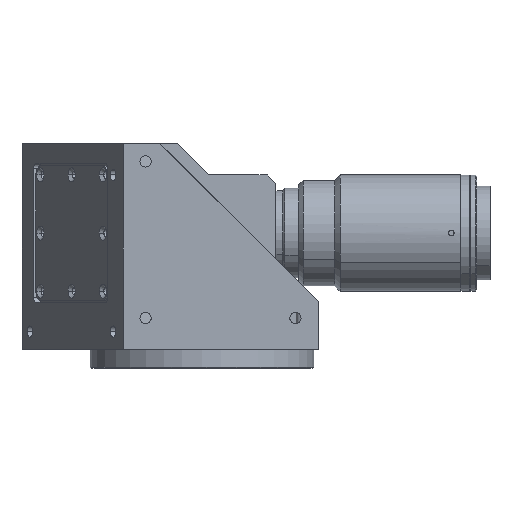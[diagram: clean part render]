
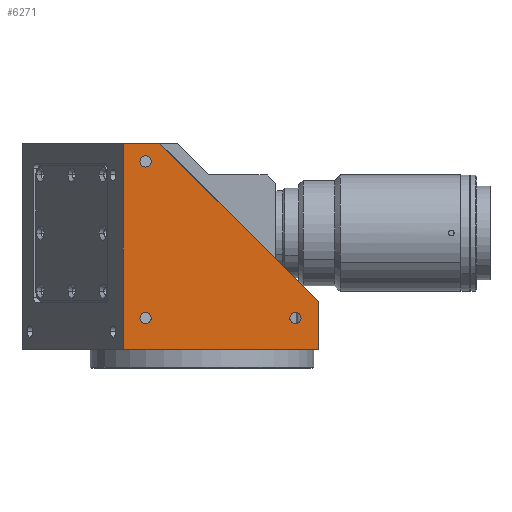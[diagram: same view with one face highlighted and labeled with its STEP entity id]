
A CAD part, front view. The second image highlights one B-rep face of the part: STEP entity #6271.
In plain terms, the highlighted planar face has unit normal (0, -1, 0).
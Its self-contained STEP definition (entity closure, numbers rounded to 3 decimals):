
#34 = VERTEX_POINT ( 'NONE', #35 ) ;
#35 = CARTESIAN_POINT ( 'NONE',  ( -25.185, -52., 206.692 ) ) ;
#217 = LINE ( 'NONE', #6259, #4543 ) ;
#269 = CARTESIAN_POINT ( 'NONE',  ( 41.815, -52., 201.692 ) ) ;
#370 = CARTESIAN_POINT ( 'NONE',  ( -18.787, -52., 282.192 ) ) ;
#417 = EDGE_CURVE ( 'NONE', #34, #11473, #7066, .T. ) ;
#521 = EDGE_CURVE ( 'NONE', #3373, #12404, #13444, .T. ) ;
#590 = CARTESIAN_POINT ( 'NONE',  ( -35.185, -52., 282.192 ) ) ;
#600 = CARTESIAN_POINT ( 'NONE',  ( -25.185, -52., 271.692 ) ) ;
#816 = EDGE_CURVE ( 'NONE', #8352, #3110, #9073, .T. ) ;
#872 = VERTEX_POINT ( 'NONE', #590 ) ;
#896 = DIRECTION ( 'NONE',  ( 0., 0., -1. ) ) ;
#944 = DIRECTION ( 'NONE',  ( 0., -1., 0. ) ) ;
#951 = CARTESIAN_POINT ( 'NONE',  ( -25.185, -52., 274.192 ) ) ;
#1004 = CARTESIAN_POINT ( 'NONE',  ( -25.185, -52., 201.692 ) ) ;
#1123 = EDGE_LOOP ( 'NONE', ( #10375, #10724 ) ) ;
#1353 = VECTOR ( 'NONE', #8795, 1000. ) ;
#1404 = LINE ( 'NONE', #9157, #1353 ) ;
#1432 = LINE ( 'NONE', #8916, #7985 ) ;
#1975 = AXIS2_PLACEMENT_3D ( 'NONE', #8673, #8662, #8657 ) ;
#1994 = FACE_OUTER_BOUND ( 'NONE', #2235, .T. ) ;
#2004 = FACE_BOUND ( 'NONE', #9580, .T. ) ;
#2017 = FACE_BOUND ( 'NONE', #11025, .T. ) ;
#2028 = EDGE_CURVE ( 'NONE', #7677, #8554, #1432, .T. ) ;
#2043 = EDGE_CURVE ( 'NONE', #8554, #12528, #1404, .T. ) ;
#2055 = FACE_BOUND ( 'NONE', #1123, .T. ) ;
#2184 = EDGE_CURVE ( 'NONE', #872, #12528, #9817, .T. ) ;
#2199 = EDGE_CURVE ( 'NONE', #3110, #8352, #9768, .T. ) ;
#2221 = EDGE_CURVE ( 'NONE', #12404, #3373, #6275, .T. ) ;
#2225 = EDGE_CURVE ( 'NONE', #11473, #34, #6257, .T. ) ;
#2235 = EDGE_LOOP ( 'NONE', ( #11712, #5796, #6828, #3100, #7750 ) ) ;
#2380 = EDGE_CURVE ( 'NONE', #8992, #7677, #217, .T. ) ;
#2395 = EDGE_CURVE ( 'NONE', #8992, #872, #4781, .T. ) ;
#2703 = CARTESIAN_POINT ( 'NONE',  ( 52., -52., 211.405 ) ) ;
#3100 = ORIENTED_EDGE ( 'NONE', *, *, #2395, .F. ) ;
#3110 = VERTEX_POINT ( 'NONE', #600 ) ;
#3373 = VERTEX_POINT ( 'NONE', #3593 ) ;
#3593 = CARTESIAN_POINT ( 'NONE',  ( 41.815, -52., 206.692 ) ) ;
#4543 = VECTOR ( 'NONE', #6128, 1000. ) ;
#4781 = LINE ( 'NONE', #5834, #9287 ) ;
#5410 = CARTESIAN_POINT ( 'NONE',  ( -25.185, -52., 276.692 ) ) ;
#5796 = ORIENTED_EDGE ( 'NONE', *, *, #2043, .T. ) ;
#5834 = CARTESIAN_POINT ( 'NONE',  ( -35.185, -52., 180.192 ) ) ;
#6022 = DIRECTION ( 'NONE',  ( 0., 0., 1. ) ) ;
#6128 = DIRECTION ( 'NONE',  ( 1., 0., 0. ) ) ;
#6257 = CIRCLE ( 'NONE', #6951, 2.5 ) ;
#6259 = CARTESIAN_POINT ( 'NONE',  ( -35.185, -52., 190.192 ) ) ;
#6271 = ADVANCED_FACE ( 'NONE', ( #2017, #2004, #2055, #1994 ), #8811, .T. ) ;
#6275 = CIRCLE ( 'NONE', #6963, 2.5 ) ;
#6587 = DIRECTION ( 'NONE',  ( 0., 0., -1. ) ) ;
#6596 = DIRECTION ( 'NONE',  ( 0., -1., 0. ) ) ;
#6603 = CARTESIAN_POINT ( 'NONE',  ( 41.815, -52., 204.192 ) ) ;
#6828 = ORIENTED_EDGE ( 'NONE', *, *, #2184, .F. ) ;
#6951 = AXIS2_PLACEMENT_3D ( 'NONE', #7198, #7195, #7169 ) ;
#6963 = AXIS2_PLACEMENT_3D ( 'NONE', #7306, #7299, #7295 ) ;
#6983 = AXIS2_PLACEMENT_3D ( 'NONE', #7430, #7426, #7416 ) ;
#7066 = CIRCLE ( 'NONE', #10705, 2.5 ) ;
#7169 = DIRECTION ( 'NONE',  ( 0., 0., -1. ) ) ;
#7195 = DIRECTION ( 'NONE',  ( 0., -1., 0. ) ) ;
#7198 = CARTESIAN_POINT ( 'NONE',  ( -25.185, -52., 204.192 ) ) ;
#7295 = DIRECTION ( 'NONE',  ( 0., 0., -1. ) ) ;
#7299 = DIRECTION ( 'NONE',  ( 0., -1., 0. ) ) ;
#7306 = CARTESIAN_POINT ( 'NONE',  ( 41.815, -52., 204.192 ) ) ;
#7416 = DIRECTION ( 'NONE',  ( 0., 0., -1. ) ) ;
#7426 = DIRECTION ( 'NONE',  ( 0., -1., 0. ) ) ;
#7430 = CARTESIAN_POINT ( 'NONE',  ( -25.185, -52., 274.192 ) ) ;
#7564 = CARTESIAN_POINT ( 'NONE',  ( -35.185, -52., 282.192 ) ) ;
#7627 = DIRECTION ( 'NONE',  ( 1., 0., 0. ) ) ;
#7677 = VERTEX_POINT ( 'NONE', #11427 ) ;
#7750 = ORIENTED_EDGE ( 'NONE', *, *, #2380, .T. ) ;
#7875 = AXIS2_PLACEMENT_3D ( 'NONE', #951, #944, #896 ) ;
#7985 = VECTOR ( 'NONE', #8876, 1000. ) ;
#8352 = VERTEX_POINT ( 'NONE', #5410 ) ;
#8554 = VERTEX_POINT ( 'NONE', #2703 ) ;
#8657 = DIRECTION ( 'NONE',  ( 0., 0., -1. ) ) ;
#8662 = DIRECTION ( 'NONE',  ( 0., -1., 0. ) ) ;
#8673 = CARTESIAN_POINT ( 'NONE',  ( -35.185, -52., 180.192 ) ) ;
#8795 = DIRECTION ( 'NONE',  ( -0.707, 0., 0.707 ) ) ;
#8811 = PLANE ( 'NONE',  #1975 ) ;
#8876 = DIRECTION ( 'NONE',  ( 0., 0., 1. ) ) ;
#8916 = CARTESIAN_POINT ( 'NONE',  ( 52., -52., 180.192 ) ) ;
#8992 = VERTEX_POINT ( 'NONE', #12538 ) ;
#9073 = CIRCLE ( 'NONE', #7875, 2.5 ) ;
#9109 = DIRECTION ( 'NONE',  ( 0., 0., -1. ) ) ;
#9112 = DIRECTION ( 'NONE',  ( 0., -1., 0. ) ) ;
#9128 = CARTESIAN_POINT ( 'NONE',  ( -25.185, -52., 204.192 ) ) ;
#9157 = CARTESIAN_POINT ( 'NONE',  ( -18.787, -52., 282.192 ) ) ;
#9287 = VECTOR ( 'NONE', #6022, 1000. ) ;
#9341 = ORIENTED_EDGE ( 'NONE', *, *, #521, .F. ) ;
#9580 = EDGE_LOOP ( 'NONE', ( #13664, #9341 ) ) ;
#9617 = AXIS2_PLACEMENT_3D ( 'NONE', #6603, #6596, #6587 ) ;
#9768 = CIRCLE ( 'NONE', #6983, 2.5 ) ;
#9785 = VECTOR ( 'NONE', #7627, 1000. ) ;
#9817 = LINE ( 'NONE', #7564, #9785 ) ;
#9871 = ORIENTED_EDGE ( 'NONE', *, *, #816, .F. ) ;
#10375 = ORIENTED_EDGE ( 'NONE', *, *, #2225, .F. ) ;
#10705 = AXIS2_PLACEMENT_3D ( 'NONE', #9128, #9112, #9109 ) ;
#10724 = ORIENTED_EDGE ( 'NONE', *, *, #417, .F. ) ;
#11025 = EDGE_LOOP ( 'NONE', ( #13321, #9871 ) ) ;
#11427 = CARTESIAN_POINT ( 'NONE',  ( 52., -52., 190.192 ) ) ;
#11473 = VERTEX_POINT ( 'NONE', #1004 ) ;
#11712 = ORIENTED_EDGE ( 'NONE', *, *, #2028, .T. ) ;
#12404 = VERTEX_POINT ( 'NONE', #269 ) ;
#12528 = VERTEX_POINT ( 'NONE', #370 ) ;
#12538 = CARTESIAN_POINT ( 'NONE',  ( -35.185, -52., 190.192 ) ) ;
#13321 = ORIENTED_EDGE ( 'NONE', *, *, #2199, .F. ) ;
#13444 = CIRCLE ( 'NONE', #9617, 2.5 ) ;
#13664 = ORIENTED_EDGE ( 'NONE', *, *, #2221, .F. ) ;
